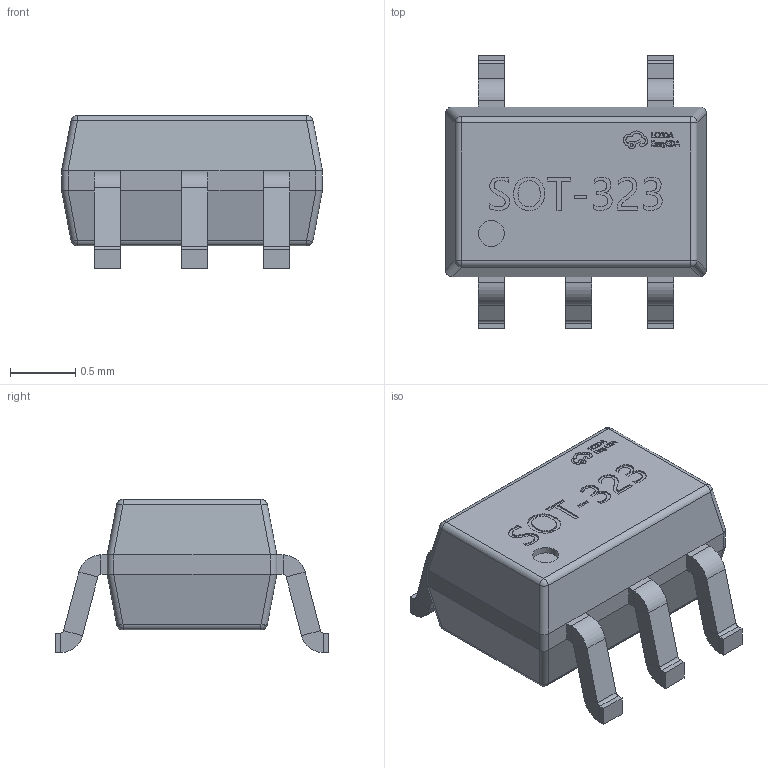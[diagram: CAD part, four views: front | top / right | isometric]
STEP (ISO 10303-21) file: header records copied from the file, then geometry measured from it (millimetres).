
FILE_DESCRIPTION (( 'STEP AP214' ), '1' );
FILE_NAME ('SOT-353-5_L2.0-W1.3-H1.0-LS2.1-P0.65.step', '2022-07-26T11:12:07', ( '' ), ( '' ), 'SwSTEP 2.0', 'SolidWorks 2020', '' );
FILE_SCHEMA (( 'AUTOMOTIVE_DESIGN' ));
Length unit declared in the file: millimetre
Products named in the file (1): SOT-353-5_L2.0-W1.3-H1.0-LS2.1-P0.65
Bounding box: 2 x 2.1 x 1.18 mm (x, y, z)
Volume: 2.5 mm3; surface area: 13.4 mm2
Topology: 14 solids, 14 shells, 536 faces, 1352 edges, 860 vertices
Faces by surface type: plane 322, bspline 164, cylinder 42, sphere 8
Entity records: 25999 total; most frequent: CARTESIAN_POINT 8273, ORIENTED_EDGE 2704, DIRECTION 1810, EDGE_CURVE 1352, LINE 928, VECTOR 928, VERTEX_POINT 860, EDGE_LOOP 564
